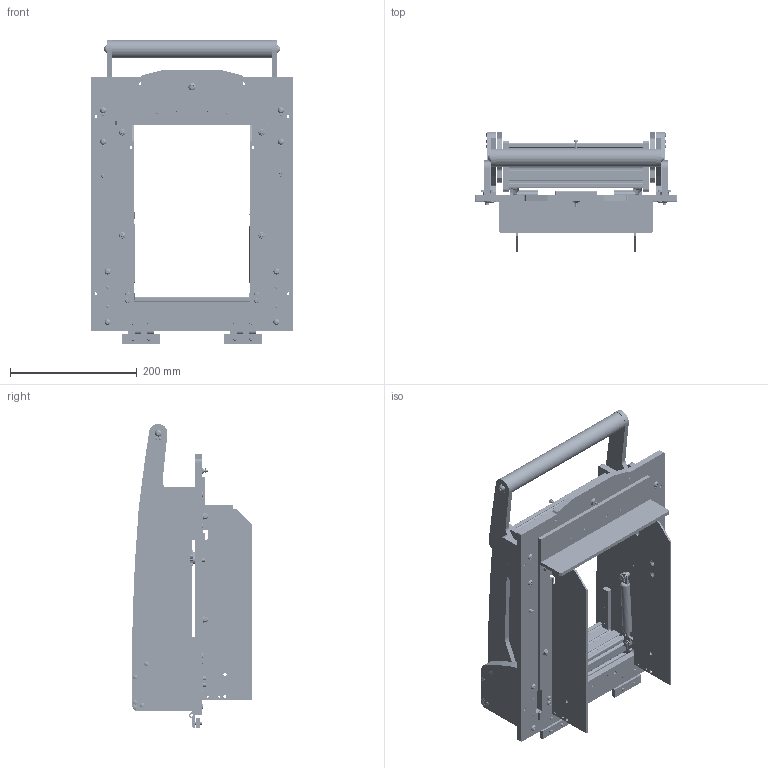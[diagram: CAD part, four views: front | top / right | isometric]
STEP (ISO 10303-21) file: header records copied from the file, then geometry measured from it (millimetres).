
FILE_DESCRIPTION (( 'STEP AP214' ), '1' );
FILE_NAME ('48372~3.STEP', '2017-05-16T04:54:59', ( '' ), ( '' ), 'SwSTEP 2.0', 'SolidWorks 2016', '' );
FILE_SCHEMA (( 'AUTOMOTIVE_DESIGN' ));
Length unit declared in the file: millimetre
Products named in the file (53): 35654~6_KUNDE<S>; 2679~0_4 m6 x 16; 48509~2_S; ISO7380~n_M04,0x020; 3011~0; ISO7380~n_M06,0x020; 38786~0; 48377~3_KUNDE<S>; 2281~0; 48727~1_S; DIN125~n_04,3 M04,0; 36178~0_mit Lehre gebohrt<S>; 4824~0; DIN912~n_M04,0x020; 8333~0; 35663~6_S; 3012~0_S; 38788~1_S; DIN6325~n_04,0m6x012; 53031~0_S; 36027~3_S; 2281~0_180ø<Standard>; 39891~3_KUNDE<S>; 35662~10_S; DIN7991~n_M05,0x020; 49317~0; 11536~0_L„nge_125,27 <Standard>; 39894~2_KUNDE<S>; K_02037~0; DIN125~n_06,4 M06,0 Fase; 37188~0_S; 35653~7_KUNDE<S>; 36176~0_S; DIN912~n_M06,0x016; 34328~1_S; 39892~4_KUNDE<S>; DIN7991~n_M05,0x016; 47523~0_S; 35727~1_KUNDE<S>; 3381~0 ...
Assembly tree (141 placements, depth 4):
  48372~3
    48377~3_KUNDE<S>
      35654~6_KUNDE<S>
      35653~7_KUNDE<S>
      34328~1_S  x2
      38788~1_S
      36178~0_mit Lehre gebohrt<S>
      3381~0
      ISO7380~n_M04,0x020
      DIN7991~n_M05,0x020  x10
      3521~0_Spring Pin ISO 8752 - 3 x 16 - St  x4
    48378~3_S
      36174~10
      48381~0_S
      35662~10_S
      35663~6_S
      48509~2_S
      2281~0_180ø<Standard>  x2
        2281~0
      37188~0_S  x2
      53031~0_S
      DIN7991~n_M05,0x016  x10
      DIN7991~n_M05,0x020  x6
      3011~0  x4
      8333~0  x4
      2679~0_4 m6 x 16  x2
      49354~0_S  x2
    29864~6_KUNDE<S>  x2
    35727~1_KUNDE<S>  x2
    39892~4_KUNDE<S>
    39891~3_KUNDE<S>
    39894~2_KUNDE<S>
    39893~3_KUNDE<S>
    36176~0_S
    4824~0  x2
    47523~0_S  x10
    36027~3_S  x2
    3012~0_S  x4
    48727~1_S
      48726~2_S
      DIN6325~n_04,0m6x012
      48565~1_S
      DIN912~n_M04,0x020  x2
      DIN125~n_06,4 M06,0 Fase
      DIN125~n_04,3 M04,0  x2
      49317~0
    48728~1_S
      48726~2_S
      DIN6325~n_04,0m6x012
      48565~1_S
      DIN125~n_06,4 M06,0 Fase
      DIN125~n_04,3 M04,0  x2
      DIN912~n_M04,0x020  x2
      49317~0
    49317~0  x2
    38786~0
      K_02037~0
      K_02038~0
    11536~0_L„nge_125,27 <Standard>
    DIN912~n_M06,0x016  x2
Bounding box: 320 x 190.06 x 480.44 mm (x, y, z)
Volume: 2729216.8 mm3; surface area: 1058035.5 mm2
Topology: 142 solids, 142 shells, 5391 faces, 14375 edges, 9275 vertices
Faces by surface type: plane 2843, cylinder 1738, cone 604, bspline 86, sphere 66, torus 54
Entity records: 97563 total; most frequent: CARTESIAN_POINT 23017, ORIENTED_EDGE 14978, DIRECTION 13952, EDGE_CURVE 7489, AXIS2_PLACEMENT_3D 5202, VERTEX_POINT 4898, VECTOR 3548, LINE 3548
